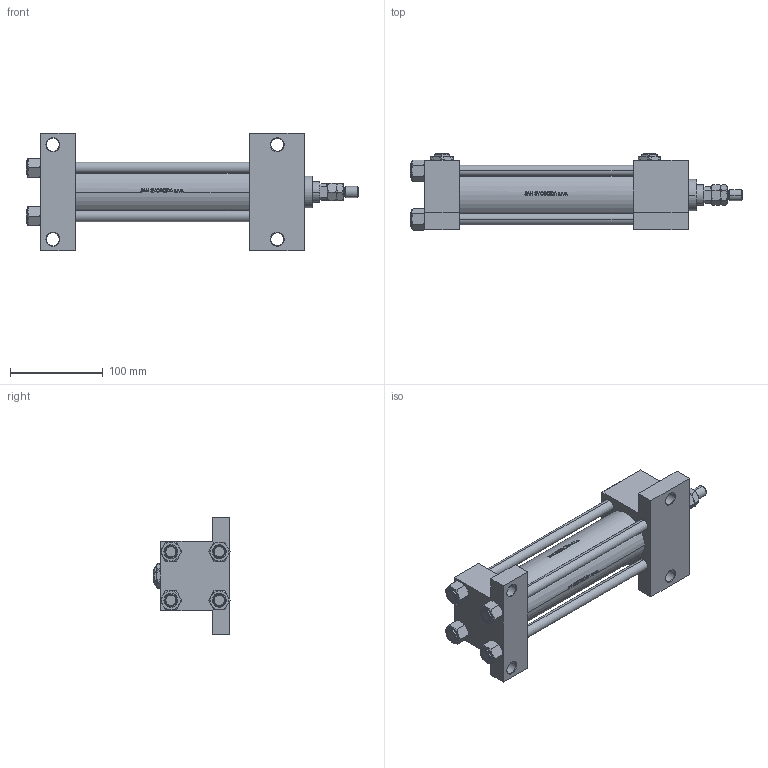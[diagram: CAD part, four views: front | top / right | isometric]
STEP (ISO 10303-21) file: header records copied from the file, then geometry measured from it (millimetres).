
FILE_DESCRIPTION (( 'STEP AP203' ), '1' );
FILE_NAME ('93c8.STEP', '2022-05-13T12:48:54', ( '' ), ( '' ), 'SwSTEP 2.0', 'SolidWorks 2019', '' );
FILE_SCHEMA (( 'CONFIG_CONTROL_DESIGN' ));
Length unit declared in the file: millimetre
Products named in the file (8): V215CR_G_Body 19557e3d3c6f33755a34e8900bd72a30; V215CR_VCP_G 19557e3d3c6f33755a34e8900bd72a30; V215CR_G_TYCINKA 19557e3d3c6f33755a34e8900bd72a30; MTA 19557e3d3c6f33755a34e8900bd72a30; V215_VC_A 19557e3d3c6f33755a34e8900bd72a30; Zatka_pro_OIL_PORT 19557e3d3c6f33755a34e8900bd72a30; NUT_M5_G 19557e3d3c6f33755a34e8900bd72a30; 93c8
Assembly tree (18 placements, depth 2):
  93c8
    V215CR_G_Body 19557e3d3c6f33755a34e8900bd72a30
    V215CR_VCP_G 19557e3d3c6f33755a34e8900bd72a30
    V215CR_G_TYCINKA 19557e3d3c6f33755a34e8900bd72a30  x6
    NUT_M5_G 19557e3d3c6f33755a34e8900bd72a30  x6
    V215_VC_A 19557e3d3c6f33755a34e8900bd72a30
    MTA 19557e3d3c6f33755a34e8900bd72a30
    Zatka_pro_OIL_PORT 19557e3d3c6f33755a34e8900bd72a30  x2
Bounding box: 358 x 82.27 x 127 mm (x, y, z)
Volume: 1001330.2 mm3; surface area: 260374.6 mm2
Topology: 18 solids, 18 shells, 1301 faces, 3208 edges, 2031 vertices
Faces by surface type: plane 511, bspline 380, cone 256, cylinder 140, torus 14
Entity records: 50588 total; most frequent: CARTESIAN_POINT 26860, ORIENTED_EDGE 5380, DIRECTION 3388, EDGE_CURVE 2690, VERTEX_POINT 1733, VECTOR 1346, LINE 1346, EDGE_LOOP 1161
